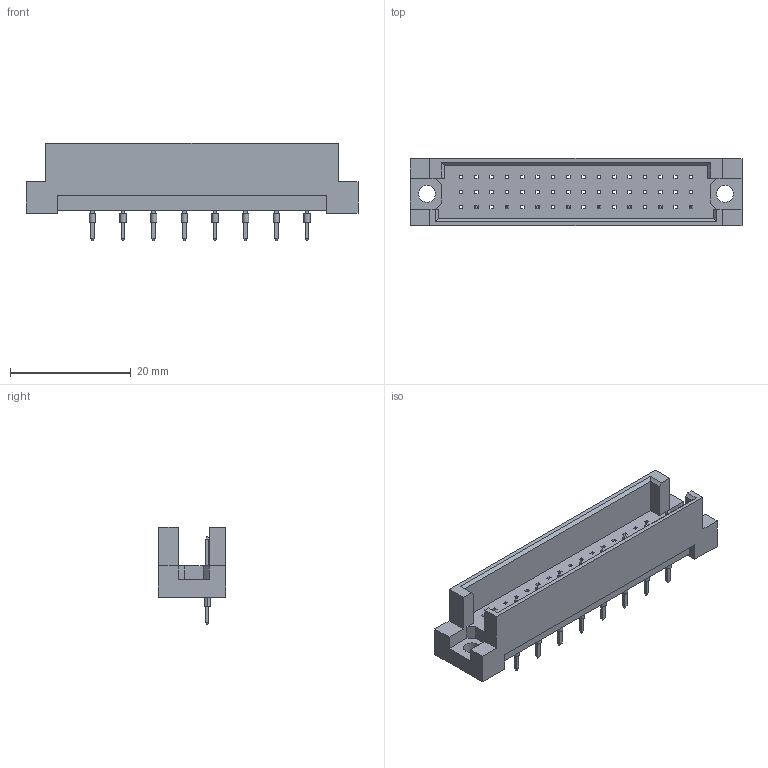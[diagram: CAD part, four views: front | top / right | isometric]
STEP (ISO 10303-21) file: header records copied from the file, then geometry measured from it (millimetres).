
FILE_DESCRIPTION (( 'STEP AP203' ), '1' );
FILE_NAME ('493-108-670-121.STEP', '2019-11-11T18:11:20', ( '' ), ( '' ), 'SwSTEP 2.0', 'SolidWorks 2020', '' );
FILE_SCHEMA (( 'CONFIG_CONTROL_DESIGN' ));
Length unit declared in the file: millimetre
Products named in the file (3): 493-290_70; 493-108-670-121; 493 Part_48
Assembly tree (9 placements, depth 2):
  493-108-670-121
    493 Part_48
    493-290_70  x8
Bounding box: 55 x 11.1 x 16.2 mm (x, y, z)
Volume: 3312.4 mm3; surface area: 4029.3 mm2
Topology: 9 solids, 9 shells, 420 faces, 1090 edges, 704 vertices
Faces by surface type: plane 400, cylinder 20
Entity records: 9277 total; most frequent: CARTESIAN_POINT 1554, ORIENTED_EDGE 1536, DIRECTION 1336, EDGE_CURVE 768, VECTOR 756, LINE 756, VERTEX_POINT 508, EDGE_LOOP 368
